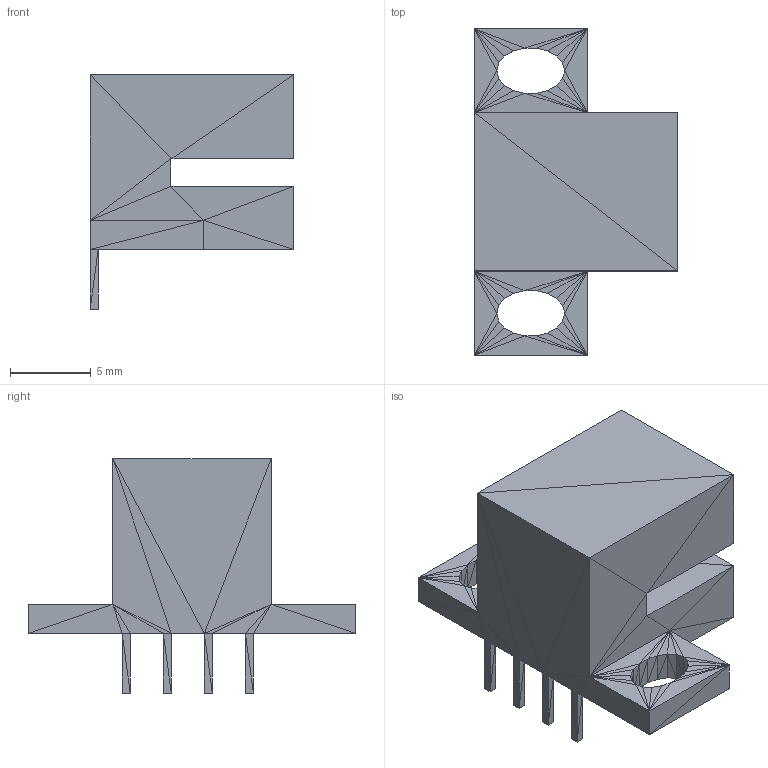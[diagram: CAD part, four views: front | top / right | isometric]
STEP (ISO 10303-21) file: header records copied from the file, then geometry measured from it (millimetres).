
FILE_DESCRIPTION(('FreeCAD Model'),'2;1');
FILE_NAME('HEDS-973X#X50.step','2017-05-19T18:49:03',('Author'),('') ,'Open CASCADE STEP processor 6.8','FreeCAD','Unknown');
FILE_SCHEMA(('AUTOMOTIVE_DESIGN_CC2 { 1 2 10303 214 -1 1 5 4 }'));
Length unit declared in the file: millimetre
Products named in the file (2): ASSEMBLY; HEDS_973X_X50001_(Solid)
Assembly tree (1 placements, depth 2):
  ASSEMBLY
    HEDS_973X_X50001_(Solid)
Bounding box: 12.6 x 20.2 x 14.5 mm (x, y, z)
Volume: 1308.6 mm3; surface area: 1069.8 mm2
Topology: 1 solids, 1 shells, 268 faces, 402 edges, 132 vertices
Faces by surface type: plane 268
Entity records: 5269 total; most frequent: DIRECTION 942, CARTESIAN_POINT 804, ORIENTED_EDGE 804, EDGE_CURVE 402, LINE 402, VECTOR 402, AXIS2_PLACEMENT_3D 270, ADVANCED_FACE 268
